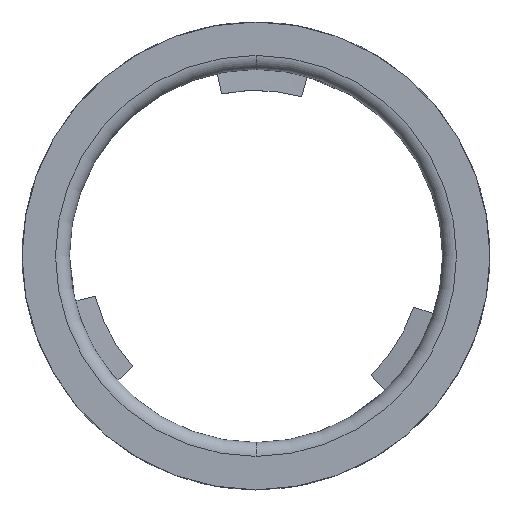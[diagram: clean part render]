
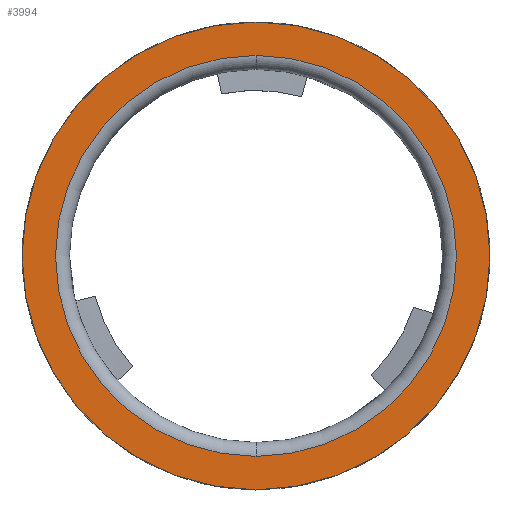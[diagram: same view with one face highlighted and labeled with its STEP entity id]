
A CAD part, top view. The second image highlights one B-rep face of the part: STEP entity #3994.
In plain terms, the highlighted planar face has unit normal (0, 0, 1).
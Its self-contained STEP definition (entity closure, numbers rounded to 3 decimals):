
#72=CARTESIAN_POINT('',(0.,0.,0.));
#73=DIRECTION('',(0.,0.,1.));
#74=DIRECTION('',(0.,1.,0.));
#75=AXIS2_PLACEMENT_3D('',#72,#73,#74);
#77=CARTESIAN_POINT('',(0.,0.,0.));
#78=DIRECTION('',(0.,0.,-1.));
#79=DIRECTION('',(0.,1.,0.));
#80=AXIS2_PLACEMENT_3D('',#77,#78,#79);
#82=CARTESIAN_POINT('',(0.,0.,0.));
#83=DIRECTION('',(0.,0.,-1.));
#84=DIRECTION('',(0.,1.,0.));
#85=AXIS2_PLACEMENT_3D('',#82,#83,#84);
#97=CARTESIAN_POINT('',(0.,0.,0.));
#98=DIRECTION('',(0.,0.,1.));
#99=DIRECTION('',(0.,1.,0.));
#100=AXIS2_PLACEMENT_3D('',#97,#98,#99);
#3299=CARTESIAN_POINT('',(0.,14.4,0.));
#3301=VERTEX_POINT('',#3299);
#3304=CARTESIAN_POINT('',(0.,16.8,0.));
#3306=VERTEX_POINT('',#3304);
#3307=CARTESIAN_POINT('',(0.,-14.4,0.));
#3309=VERTEX_POINT('',#3307);
#3312=CARTESIAN_POINT('',(0.,-16.8,0.));
#3314=VERTEX_POINT('',#3312);
#3977=CARTESIAN_POINT('',(0.,0.,0.));
#3978=DIRECTION('',(0.,0.,-1.));
#3979=DIRECTION('',(0.,-1.,0.));
#3980=AXIS2_PLACEMENT_3D('',#3977,#3978,#3979);
#3981=PLANE('',#3980);
#3983=ORIENTED_EDGE('',*,*,#3982,.F.);
#3985=ORIENTED_EDGE('',*,*,#3984,.T.);
#3986=EDGE_LOOP('',(#3983,#3985));
#3987=FACE_OUTER_BOUND('',#3986,.F.);
#3989=ORIENTED_EDGE('',*,*,#3988,.F.);
#3991=ORIENTED_EDGE('',*,*,#3990,.T.);
#3992=EDGE_LOOP('',(#3989,#3991));
#3993=FACE_BOUND('',#3992,.F.);
#3994=ADVANCED_FACE('',(#3987,#3993),#3981,.F.);
#76=CIRCLE('',#75,16.8);
#81=CIRCLE('',#80,16.8);
#86=CIRCLE('',#85,14.4);
#101=CIRCLE('',#100,14.4);
#3982=EDGE_CURVE('',#3306,#3314,#76,.T.);
#3984=EDGE_CURVE('',#3306,#3314,#81,.T.);
#3988=EDGE_CURVE('',#3301,#3309,#86,.T.);
#3990=EDGE_CURVE('',#3301,#3309,#101,.T.);
